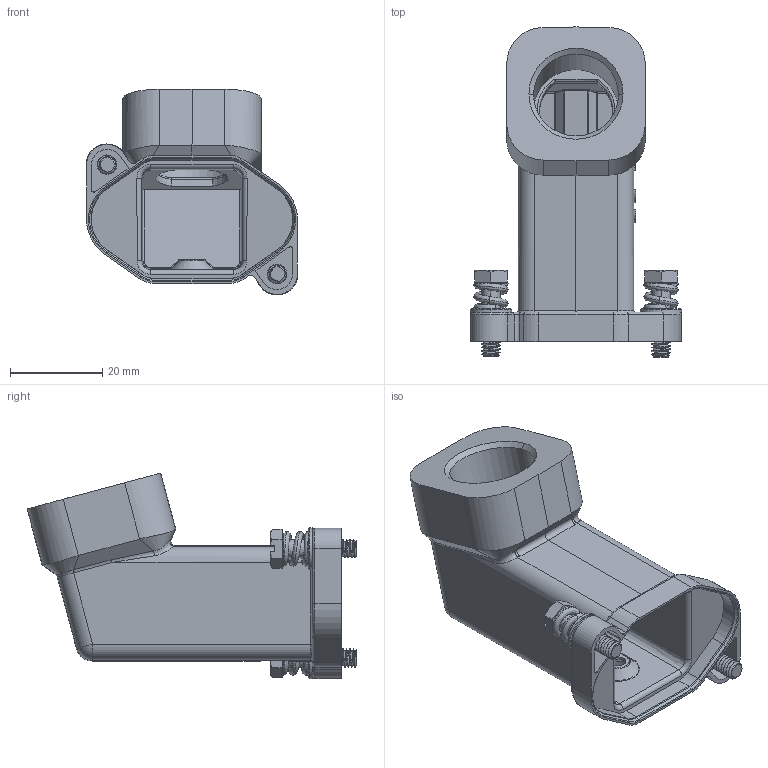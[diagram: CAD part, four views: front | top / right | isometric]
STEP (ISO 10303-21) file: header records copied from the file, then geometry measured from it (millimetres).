
FILE_DESCRIPTION(/* description */ (''),/* implementation_level */ '2;1');
FILE_NAME(/* name */ '3D_1130035205002_HP3A_H-SEH-2S-M20_V1.1.stp',/* time_stamp */ '2023-12-12T18:53:23+08:00',/* author */ (''),/* organization */ (''),/* preprocessor_version */ 'ST-DEVELOPER v18.1',/* originating_system */ 'SIEMENS PLM Software NX 1980',/* authorisation */ '');
FILE_SCHEMA (('AP203_CONFIGURATION_CONTROLLED_3D_DESIGN_OF_MECHANICAL_PARTS_AND_ASSEMBLIES_MIM_LF { 1 0 10303 403 2 1 2}'));
Length unit declared in the file: millimetre
Products named in the file (1): temp
Bounding box: 45.88 x 71.5 x 44.61 mm (x, y, z)
Volume: 20145.9 mm3; surface area: 16535.8 mm2
Topology: 3 solids, 3 shells, 427 faces, 1060 edges, 656 vertices
Faces by surface type: plane 166, cylinder 155, torus 41, bspline 32, cone 29, sphere 4
Entity records: 19089 total; most frequent: CARTESIAN_POINT 9372, ORIENTED_EDGE 2116, DIRECTION 1821, EDGE_CURVE 1058, AXIS2_PLACEMENT_3D 662, VERTEX_POINT 656, LINE 497, VECTOR 497
